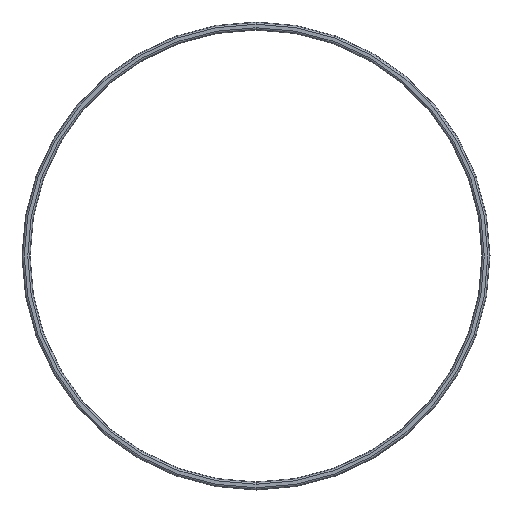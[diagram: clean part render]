
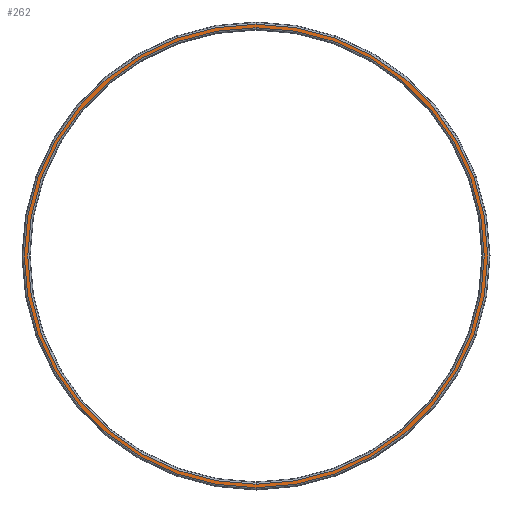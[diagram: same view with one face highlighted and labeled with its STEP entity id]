
A CAD part, front view. The second image highlights one B-rep face of the part: STEP entity #262.
In plain terms, the highlighted planar face has unit normal (0, -1, 0).
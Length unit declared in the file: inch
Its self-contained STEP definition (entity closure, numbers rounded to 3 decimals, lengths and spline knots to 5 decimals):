
#10 = AXIS2_PLACEMENT_3D ( 'NONE', #264, #260, #67 ) ;
#24 = CIRCLE ( 'NONE', #493, 9.00551 ) ;
#34 = CARTESIAN_POINT ( 'NONE',  ( -0.10938, -0.25, 0. ) ) ;
#46 = CIRCLE ( 'NONE', #299, 9.00551 ) ;
#63 = ORIENTED_EDGE ( 'NONE', *, *, #190, .T. ) ;
#67 = DIRECTION ( 'NONE',  ( 0., 0., -1. ) ) ;
#94 = CIRCLE ( 'NONE', #10, 8.86949 ) ;
#95 = EDGE_CURVE ( 'NONE', #609, #143, #24, .T. ) ;
#114 = EDGE_CURVE ( 'NONE', #613, #265, #94, .T. ) ;
#120 = CARTESIAN_POINT ( 'NONE',  ( 8.9375, -0.25, 0. ) ) ;
#143 = VERTEX_POINT ( 'NONE', #466 ) ;
#168 = DIRECTION ( 'NONE',  ( 0., -1., 0. ) ) ;
#175 = DIRECTION ( 'NONE',  ( 0., -1., 0. ) ) ;
#187 = AXIS2_PLACEMENT_3D ( 'NONE', #120, #224, #536 ) ;
#190 = EDGE_CURVE ( 'NONE', #143, #609, #46, .T. ) ;
#208 = ORIENTED_EDGE ( 'NONE', *, *, #227, .T. ) ;
#223 = AXIS2_PLACEMENT_3D ( 'NONE', #34, #235, #642 ) ;
#224 = DIRECTION ( 'NONE',  ( 0., 1., 0. ) ) ;
#227 = EDGE_CURVE ( 'NONE', #265, #613, #380, .T. ) ;
#235 = DIRECTION ( 'NONE',  ( 0., -1., 0. ) ) ;
#250 = EDGE_LOOP ( 'NONE', ( #276, #208 ) ) ;
#260 = DIRECTION ( 'NONE',  ( 0., 1., 0. ) ) ;
#262 = ADVANCED_FACE ( 'NONE', ( #539, #284 ), #490, .T. ) ;
#264 = CARTESIAN_POINT ( 'NONE',  ( 8.9375, -0.25, 0. ) ) ;
#265 = VERTEX_POINT ( 'NONE', #540 ) ;
#276 = ORIENTED_EDGE ( 'NONE', *, *, #114, .T. ) ;
#284 = FACE_BOUND ( 'NONE', #250, .T. ) ;
#287 = CARTESIAN_POINT ( 'NONE',  ( 8.9375, -0.25, -9.00551 ) ) ;
#299 = AXIS2_PLACEMENT_3D ( 'NONE', #534, #175, #385 ) ;
#380 = CIRCLE ( 'NONE', #187, 8.86949 ) ;
#385 = DIRECTION ( 'NONE',  ( 0., 0., -1. ) ) ;
#399 = CARTESIAN_POINT ( 'NONE',  ( 8.9375, -0.25, -8.86949 ) ) ;
#462 = ORIENTED_EDGE ( 'NONE', *, *, #95, .T. ) ;
#466 = CARTESIAN_POINT ( 'NONE',  ( 8.9375, -0.25, 9.00551 ) ) ;
#490 = PLANE ( 'NONE',  #223 ) ;
#493 = AXIS2_PLACEMENT_3D ( 'NONE', #532, #168, #572 ) ;
#532 = CARTESIAN_POINT ( 'NONE',  ( 8.9375, -0.25, 0. ) ) ;
#534 = CARTESIAN_POINT ( 'NONE',  ( 8.9375, -0.25, 0. ) ) ;
#536 = DIRECTION ( 'NONE',  ( 0., 0., -1. ) ) ;
#539 = FACE_OUTER_BOUND ( 'NONE', #619, .T. ) ;
#540 = CARTESIAN_POINT ( 'NONE',  ( 8.9375, -0.25, 8.86949 ) ) ;
#572 = DIRECTION ( 'NONE',  ( 0., 0., -1. ) ) ;
#609 = VERTEX_POINT ( 'NONE', #287 ) ;
#613 = VERTEX_POINT ( 'NONE', #399 ) ;
#619 = EDGE_LOOP ( 'NONE', ( #462, #63 ) ) ;
#642 = DIRECTION ( 'NONE',  ( 0., 0., -1. ) ) ;
